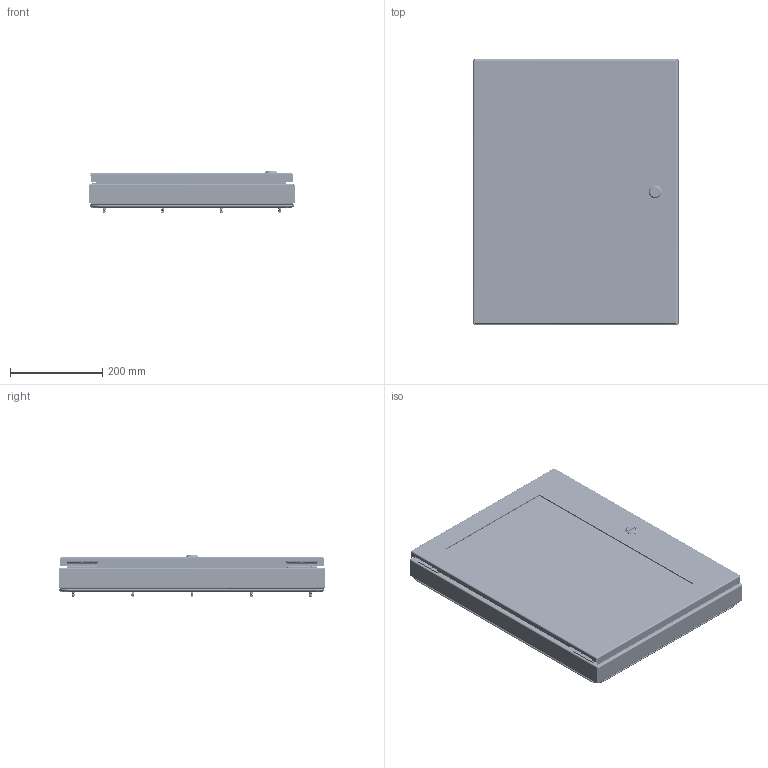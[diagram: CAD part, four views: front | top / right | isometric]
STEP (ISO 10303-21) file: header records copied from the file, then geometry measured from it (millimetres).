
FILE_DESCRIPTION(/* description */ ('DEEP HINGED, CS, N4, WDW KIT, TUB, 22.75X17.5X2.75'),/* implementation_level */ '2;1');
FILE_NAME(/* name */ 'WADW231702.stp',/* time_stamp */ '2015-01-29T15:13:39+06:00',/* author */ ('ps'),/* organization */ (''),/* preprocessor_version */ 'ST-DEVELOPER v15.2',/* originating_system */ 'Autodesk Inventor 2014',/* authorisation */ '');
FILE_SCHEMA (('AUTOMOTIVE_DESIGN { 1 0 10303 214 3 1 1 }'));
Length unit declared in the file: inch
Products named in the file (27): WADW231702BKP; HFW3161; 17376 PIN; 17380 SCREW; 17723 BOX LEAF; 17723-UTI BRACKET; 17910 SEALING WASHER; HFW328176; WADW2317FIP-BKP; WADW2317LID; WADW2317FIP-WDW; 38821; 1000-u155_asm; 1000-14_prt; 1000-24_prt; 1000-318; 1000-03; 1000-277-01; 1000-u142_asm; 35124; HFW328175; WADW2317FIP-LID; HFW353244; 31433; WADW2317WRT; 349117; WADW231702
Bounding box: 444.5 x 577.85 x 88.92 mm (x, y, z)
Volume: 2261172.8 mm3; surface area: 1420390.1 mm2
Topology: 77 solids, 81 shells, 2446 faces, 5795 edges, 3563 vertices
Faces by surface type: cylinder 854, plane 831, cone 435, bspline 240, torus 82, sphere 4
Full cylindrical faces by diameter (mm): 2.362 x4, 3.175 x2, 3.317 x68, 3.861 x4, 3.962 x18, 4.166 x68, 4.25 x4, 4.366 x4, 4.572 x4, 4.775 x4, 4.826 x16, 5 x1, 6 x1, 6.325 x14, 6.35 x192, 6.502 x4, 7.137 x16, 7.938 x14, 8.118 x14, 8.128 x4, 9.144 x4, 9.9 x1, 10 x2, 10.2 x1, 11.05 x1, 12.8 x1, 13.5 x1, 15.2 x1, 15.8 x1, 16.1 x2
Entity records: 42055 total; most frequent: CARTESIAN_POINT 16181, DIRECTION 5076, ORIENTED_EDGE 4844, EDGE_CURVE 2423, AXIS2_PLACEMENT_3D 1885, VERTEX_POINT 1570, EDGE_LOOP 1411, LINE 1306
